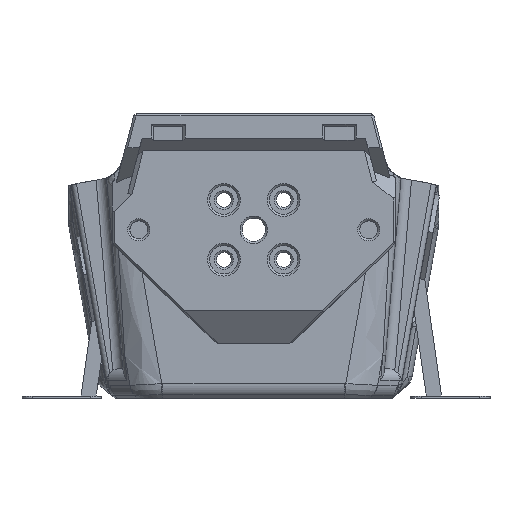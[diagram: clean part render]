
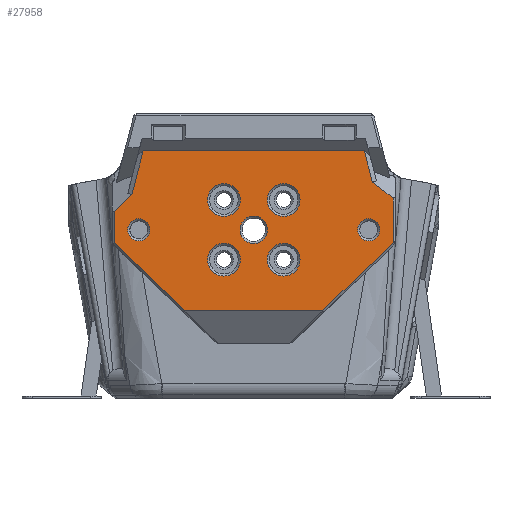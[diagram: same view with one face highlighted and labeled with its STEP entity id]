
A CAD part, front view. The second image highlights one B-rep face of the part: STEP entity #27958.
In plain terms, the highlighted planar face has unit normal (0, -1, 0).
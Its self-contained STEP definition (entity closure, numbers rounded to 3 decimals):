
#2194=CIRCLE('',#30244,2.1);
#2195=CIRCLE('',#30245,2.1);
#2196=CIRCLE('',#30246,2.6);
#2197=CIRCLE('',#30247,3.1);
#2198=CIRCLE('',#30248,3.1);
#2199=CIRCLE('',#30249,3.1);
#2200=CIRCLE('',#30250,3.1);
#9930=ORIENTED_EDGE('',*,*,#11792,.F.);
#9931=ORIENTED_EDGE('',*,*,#14625,.T.);
#9932=ORIENTED_EDGE('',*,*,#14626,.T.);
#9933=ORIENTED_EDGE('',*,*,#14627,.T.);
#9934=ORIENTED_EDGE('',*,*,#14628,.T.);
#9935=ORIENTED_EDGE('',*,*,#14629,.T.);
#9936=ORIENTED_EDGE('',*,*,#14630,.T.);
#9937=ORIENTED_EDGE('',*,*,#14631,.T.);
#9938=ORIENTED_EDGE('',*,*,#11801,.F.);
#9939=ORIENTED_EDGE('',*,*,#14632,.T.);
#9940=ORIENTED_EDGE('',*,*,#14633,.T.);
#9941=ORIENTED_EDGE('',*,*,#14634,.T.);
#9942=ORIENTED_EDGE('',*,*,#14635,.T.);
#9943=ORIENTED_EDGE('',*,*,#14636,.F.);
#9944=ORIENTED_EDGE('',*,*,#14637,.F.);
#9945=ORIENTED_EDGE('',*,*,#14638,.T.);
#9946=ORIENTED_EDGE('',*,*,#14639,.T.);
#11792=EDGE_CURVE('',#15648,#15649,#18104,.F.);
#11801=EDGE_CURVE('',#15657,#15658,#18113,.F.);
#14625=EDGE_CURVE('',#15648,#17433,#19717,.T.);
#14626=EDGE_CURVE('',#17433,#17434,#19718,.F.);
#14627=EDGE_CURVE('',#17434,#17435,#19719,.T.);
#14628=EDGE_CURVE('',#17435,#17436,#19720,.T.);
#14629=EDGE_CURVE('',#17436,#17437,#19721,.T.);
#14630=EDGE_CURVE('',#17437,#17438,#19722,.T.);
#14631=EDGE_CURVE('',#17438,#15658,#19723,.T.);
#14632=EDGE_CURVE('',#15657,#15649,#19724,.T.);
#14633=EDGE_CURVE('',#17439,#17439,#2194,.F.);
#14634=EDGE_CURVE('',#17440,#17440,#2195,.F.);
#14635=EDGE_CURVE('',#17441,#17441,#2196,.F.);
#14636=EDGE_CURVE('',#17442,#17442,#2197,.F.);
#14637=EDGE_CURVE('',#17443,#17443,#2198,.F.);
#14638=EDGE_CURVE('',#17444,#17444,#2199,.F.);
#14639=EDGE_CURVE('',#17445,#17445,#2200,.F.);
#15648=VERTEX_POINT('',#42250);
#15649=VERTEX_POINT('',#42252);
#15657=VERTEX_POINT('',#42269);
#15658=VERTEX_POINT('',#42271);
#17433=VERTEX_POINT('',#54697);
#17434=VERTEX_POINT('',#54699);
#17435=VERTEX_POINT('',#54701);
#17436=VERTEX_POINT('',#54703);
#17437=VERTEX_POINT('',#54705);
#17438=VERTEX_POINT('',#54707);
#17439=VERTEX_POINT('',#54711);
#17440=VERTEX_POINT('',#54713);
#17441=VERTEX_POINT('',#54715);
#17442=VERTEX_POINT('',#54717);
#17443=VERTEX_POINT('',#54719);
#17444=VERTEX_POINT('',#54721);
#17445=VERTEX_POINT('',#54723);
#18104=LINE('',#42251,#20454);
#18113=LINE('',#42270,#20463);
#19717=LINE('',#54696,#22067);
#19718=LINE('',#54698,#22068);
#19719=LINE('',#54700,#22069);
#19720=LINE('',#54702,#22070);
#19721=LINE('',#54704,#22071);
#19722=LINE('',#54706,#22072);
#19723=LINE('',#54708,#22073);
#19724=LINE('',#54709,#22074);
#20454=VECTOR('',#31939,1000.);
#20463=VECTOR('',#31950,1000.);
#22067=VECTOR('',#36618,1000.);
#22068=VECTOR('',#36619,1000.);
#22069=VECTOR('',#36620,1000.);
#22070=VECTOR('',#36621,1000.);
#22071=VECTOR('',#36622,1000.);
#22072=VECTOR('',#36623,1000.);
#22073=VECTOR('',#36624,1000.);
#22074=VECTOR('',#36625,1000.);
#23811=EDGE_LOOP('',(#9930,#9931,#9932,#9933,#9934,#9935,#9936,#9937,#9938,
#9939));
#23812=EDGE_LOOP('',(#9940));
#23813=EDGE_LOOP('',(#9941));
#23814=EDGE_LOOP('',(#9942));
#23815=EDGE_LOOP('',(#9943));
#23816=EDGE_LOOP('',(#9944));
#23817=EDGE_LOOP('',(#9945));
#23818=EDGE_LOOP('',(#9946));
#25517=FACE_BOUND('',#23811,.T.);
#25518=FACE_BOUND('',#23812,.T.);
#25519=FACE_BOUND('',#23813,.T.);
#25520=FACE_BOUND('',#23814,.T.);
#25521=FACE_BOUND('',#23815,.T.);
#25522=FACE_BOUND('',#23816,.T.);
#25523=FACE_BOUND('',#23817,.T.);
#25524=FACE_BOUND('',#23818,.T.);
#26460=PLANE('',#30243);
#27958=ADVANCED_FACE('',(#25517,#25518,#25519,#25520,#25521,#25522,#25523,
#25524),#26460,.T.);
#30243=AXIS2_PLACEMENT_3D('',#54695,#36616,#36617);
#30244=AXIS2_PLACEMENT_3D('',#54710,#36626,#36627);
#30245=AXIS2_PLACEMENT_3D('',#54712,#36628,#36629);
#30246=AXIS2_PLACEMENT_3D('',#54714,#36630,#36631);
#30247=AXIS2_PLACEMENT_3D('',#54716,#36632,#36633);
#30248=AXIS2_PLACEMENT_3D('',#54718,#36634,#36635);
#30249=AXIS2_PLACEMENT_3D('',#54720,#36636,#36637);
#30250=AXIS2_PLACEMENT_3D('',#54722,#36638,#36639);
#31939=DIRECTION('',(-1.,0.,0.));
#31950=DIRECTION('',(-0.797,0.,0.604));
#36616=DIRECTION('',(0.,-1.,0.));
#36617=DIRECTION('',(1.,0.,0.));
#36618=DIRECTION('',(-0.25,0.,-0.968));
#36619=DIRECTION('',(0.714,0.,0.7));
#36620=DIRECTION('',(0.,0.,-1.));
#36621=DIRECTION('',(0.722,0.,-0.692));
#36622=DIRECTION('',(1.,0.,0.));
#36623=DIRECTION('',(0.722,0.,0.692));
#36624=DIRECTION('',(0.,0.,1.));
#36625=DIRECTION('',(-0.25,0.,0.968));
#36626=DIRECTION('',(0.,-1.,0.));
#36627=DIRECTION('',(1.,0.,0.));
#36628=DIRECTION('',(0.,-1.,0.));
#36629=DIRECTION('',(1.,0.,0.));
#36630=DIRECTION('',(0.,-1.,0.));
#36631=DIRECTION('',(0.,0.,-1.));
#36632=DIRECTION('',(0.,1.,0.));
#36633=DIRECTION('',(0.,0.,-1.));
#36634=DIRECTION('',(0.,1.,0.));
#36635=DIRECTION('',(0.,0.,-1.));
#36636=DIRECTION('',(0.,-1.,0.));
#36637=DIRECTION('',(0.,0.,-1.));
#36638=DIRECTION('',(0.,-1.,0.));
#36639=DIRECTION('',(0.,0.,-1.));
#42250=CARTESIAN_POINT('',(-20.926,-29.1,46.811));
#42251=CARTESIAN_POINT('',(-0.052,-29.1,46.811));
#42252=CARTESIAN_POINT('',(20.926,-29.1,46.811));
#42269=CARTESIAN_POINT('',(22.462,-29.1,40.868));
#42270=CARTESIAN_POINT('',(15.729,-29.1,45.972));
#42271=CARTESIAN_POINT('',(26.393,-29.1,37.888));
#54695=CARTESIAN_POINT('',(0.,-29.1,25.221));
#54696=CARTESIAN_POINT('',(-24.847,-29.1,31.647));
#54697=CARTESIAN_POINT('',(-23.06,-29.1,38.559));
#54698=CARTESIAN_POINT('',(-17.965,-29.1,43.552));
#54699=CARTESIAN_POINT('',(-26.393,-29.1,35.292));
#54700=CARTESIAN_POINT('',(-26.393,-29.1,25.221));
#54701=CARTESIAN_POINT('',(-26.393,-29.1,29.389));
#54702=CARTESIAN_POINT('',(-10.556,-29.1,14.208));
#54703=CARTESIAN_POINT('',(-13.09,-29.1,16.638));
#54704=CARTESIAN_POINT('',(-2.754,-29.1,16.638));
#54705=CARTESIAN_POINT('',(13.09,-29.1,16.638));
#54706=CARTESIAN_POINT('',(10.556,-29.1,14.208));
#54707=CARTESIAN_POINT('',(26.393,-29.1,29.389));
#54708=CARTESIAN_POINT('',(26.393,-29.1,25.221));
#54709=CARTESIAN_POINT('',(24.847,-29.1,31.647));
#54710=CARTESIAN_POINT('',(-21.75,-29.1,31.853));
#54711=CARTESIAN_POINT('',(-19.65,-29.1,31.853));
#54712=CARTESIAN_POINT('',(21.75,-29.1,31.853));
#54713=CARTESIAN_POINT('',(23.85,-29.1,31.853));
#54714=CARTESIAN_POINT('',(0.,-29.1,31.85));
#54715=CARTESIAN_POINT('',(0.,-29.1,29.25));
#54716=CARTESIAN_POINT('',(5.657,-29.1,37.507));
#54717=CARTESIAN_POINT('',(5.657,-29.1,34.407));
#54718=CARTESIAN_POINT('',(5.657,-29.1,26.193));
#54719=CARTESIAN_POINT('',(5.657,-29.1,23.093));
#54720=CARTESIAN_POINT('',(-5.657,-29.1,37.507));
#54721=CARTESIAN_POINT('',(-5.657,-29.1,34.407));
#54722=CARTESIAN_POINT('',(-5.657,-29.1,26.193));
#54723=CARTESIAN_POINT('',(-5.657,-29.1,23.093));
